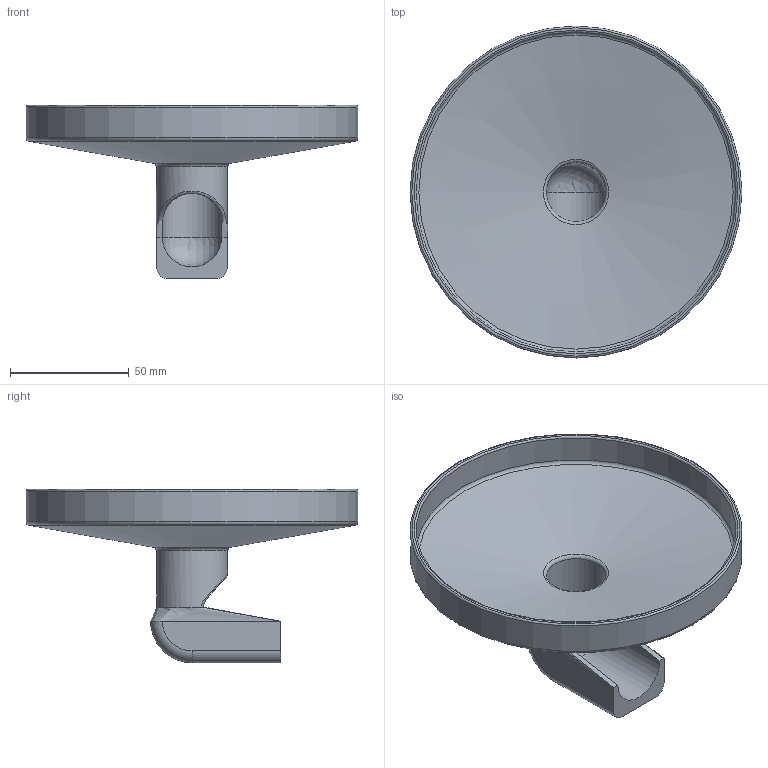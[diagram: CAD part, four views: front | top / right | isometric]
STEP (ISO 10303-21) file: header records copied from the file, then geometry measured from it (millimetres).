
FILE_DESCRIPTION(/* description */ ('STEP AP242','CAx-IF Rec.Pracs.---Representation and Presentation of Product Manufacturing Information (PMI)---4.0---2014-10-13','CAx-IF Rec.Pracs.---3D Tessellated Geometry---0.4---2014-09-14','2;1'),/* implementation_level */ '2;1');
FILE_NAME(/* name */ 'i don''t know what i''m doing - not sure what to call this',/* time_stamp */ '2024-07-19T04:48:35Z',/* author */ (''),/* organization */ (''),/* preprocessor_version */ 'ST-DEVELOPER v20',/* originating_system */ ' ',/* authorisation */ ' ');
FILE_SCHEMA (('AP242_MANAGED_MODEL_BASED_3D_ENGINEERING_MIM_LF { 1 0 10303 442 1 1 4 }'));
Length unit declared in the file: metre
Products named in the file (1): not sure what to call this
Bounding box: 140 x 140 x 73.2 mm (x, y, z)
Volume: 67863.6 mm3; surface area: 52417.6 mm2
Topology: 1 solids, 1 shells, 31 faces, 73 edges, 41 vertices
Faces by surface type: cylinder 9, torus 8, plane 7, bspline 4, cone 2, sphere 1
Full cylindrical faces by diameter (mm): 25 x1, 30 x1, 135 x1, 140 x1
Entity records: 1107 total; most frequent: CARTESIAN_POINT 431, DIRECTION 145, ORIENTED_EDGE 116, AXIS2_PLACEMENT_3D 61, EDGE_CURVE 58, EDGE_LOOP 44, FACE_BOUND 44, VERTEX_POINT 40
